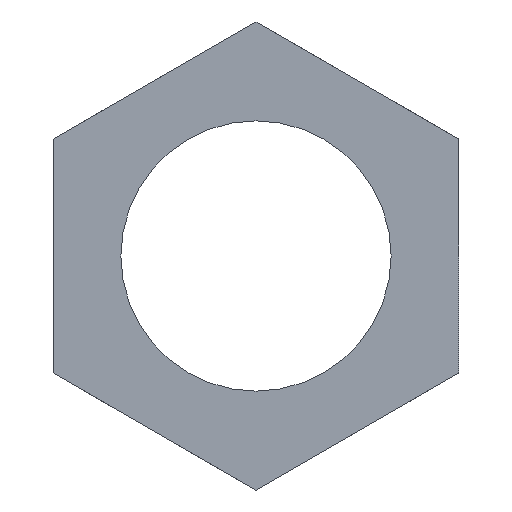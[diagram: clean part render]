
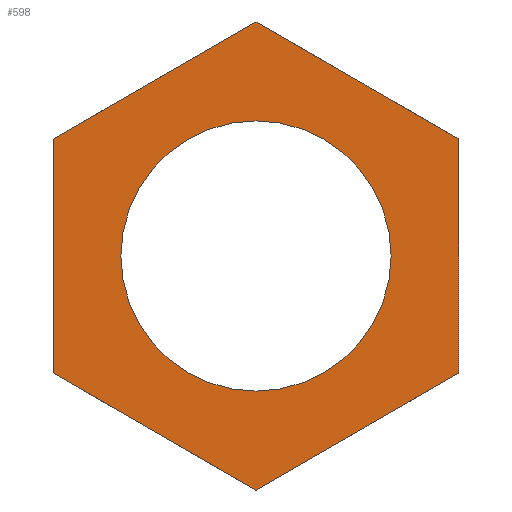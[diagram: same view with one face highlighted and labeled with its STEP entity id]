
A CAD part, front view. The second image highlights one B-rep face of the part: STEP entity #598.
In plain terms, the highlighted planar face has unit normal (0, -1, 0).
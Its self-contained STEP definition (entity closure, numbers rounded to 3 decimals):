
#2 = FACE_BOUND ( 'NONE', #116, .T. ) ;
#10 = LINE ( 'NONE', #379, #85 ) ;
#13 = FACE_OUTER_BOUND ( 'NONE', #121, .T. ) ;
#30 = CIRCLE ( 'NONE', #73, 8. ) ;
#31 = VECTOR ( 'NONE', #515, 1000. ) ;
#36 = VECTOR ( 'NONE', #577, 1000. ) ;
#51 = VECTOR ( 'NONE', #569, 1000. ) ;
#56 = VECTOR ( 'NONE', #511, 1000. ) ;
#67 = VECTOR ( 'NONE', #474, 1000. ) ;
#71 = CIRCLE ( 'NONE', #72, 8. ) ;
#72 = AXIS2_PLACEMENT_3D ( 'NONE', #499, #498, #497 ) ;
#73 = AXIS2_PLACEMENT_3D ( 'NONE', #362, #361, #359 ) ;
#85 = VECTOR ( 'NONE', #378, 1000. ) ;
#102 = AXIS2_PLACEMENT_3D ( 'NONE', #372, #370, #369 ) ;
#111 = VERTEX_POINT ( 'NONE', #326 ) ;
#116 = EDGE_LOOP ( 'NONE', ( #162, #161 ) ) ;
#121 = EDGE_LOOP ( 'NONE', ( #130, #132, #131, #133, #135, #164 ) ) ;
#130 = ORIENTED_EDGE ( 'NONE', *, *, #297, .F. ) ;
#131 = ORIENTED_EDGE ( 'NONE', *, *, #310, .F. ) ;
#132 = ORIENTED_EDGE ( 'NONE', *, *, #595, .F. ) ;
#133 = ORIENTED_EDGE ( 'NONE', *, *, #299, .F. ) ;
#135 = ORIENTED_EDGE ( 'NONE', *, *, #318, .F. ) ;
#142 = VERTEX_POINT ( 'NONE', #329 ) ;
#149 = LINE ( 'NONE', #475, #67 ) ;
#154 = LINE ( 'NONE', #570, #51 ) ;
#156 = VERTEX_POINT ( 'NONE', #332 ) ;
#161 = ORIENTED_EDGE ( 'NONE', *, *, #314, .T. ) ;
#162 = ORIENTED_EDGE ( 'NONE', *, *, #288, .T. ) ;
#163 = VERTEX_POINT ( 'NONE', #333 ) ;
#164 = ORIENTED_EDGE ( 'NONE', *, *, #308, .F. ) ;
#167 = VERTEX_POINT ( 'NONE', #335 ) ;
#200 = VERTEX_POINT ( 'NONE', #341 ) ;
#209 = VERTEX_POINT ( 'NONE', #343 ) ;
#212 = LINE ( 'NONE', #516, #31 ) ;
#213 = LINE ( 'NONE', #578, #36 ) ;
#222 = LINE ( 'NONE', #512, #56 ) ;
#224 = VERTEX_POINT ( 'NONE', #354 ) ;
#288 = EDGE_CURVE ( 'NONE', #224, #111, #30, .T. ) ;
#297 = EDGE_CURVE ( 'NONE', #142, #200, #213, .T. ) ;
#299 = EDGE_CURVE ( 'NONE', #156, #163, #154, .T. ) ;
#308 = EDGE_CURVE ( 'NONE', #200, #167, #212, .T. ) ;
#310 = EDGE_CURVE ( 'NONE', #163, #209, #222, .T. ) ;
#314 = EDGE_CURVE ( 'NONE', #111, #224, #71, .T. ) ;
#318 = EDGE_CURVE ( 'NONE', #167, #156, #149, .T. ) ;
#326 = CARTESIAN_POINT ( 'NONE',  ( 0., 0., 8. ) ) ;
#329 = CARTESIAN_POINT ( 'NONE',  ( -12., 0., 6.928 ) ) ;
#332 = CARTESIAN_POINT ( 'NONE',  ( 12., 0., -6.928 ) ) ;
#333 = CARTESIAN_POINT ( 'NONE',  ( 0., 0., -13.856 ) ) ;
#335 = CARTESIAN_POINT ( 'NONE',  ( 12., 0., 6.928 ) ) ;
#341 = CARTESIAN_POINT ( 'NONE',  ( 0., 0., 13.856 ) ) ;
#343 = CARTESIAN_POINT ( 'NONE',  ( -12., 0., -6.928 ) ) ;
#354 = CARTESIAN_POINT ( 'NONE',  ( 0., 0., -8. ) ) ;
#359 = DIRECTION ( 'NONE',  ( 0., 0., 1. ) ) ;
#361 = DIRECTION ( 'NONE',  ( 0., 1., 0. ) ) ;
#362 = CARTESIAN_POINT ( 'NONE',  ( 0., 0., 0. ) ) ;
#369 = DIRECTION ( 'NONE',  ( 0., 0., -1. ) ) ;
#370 = DIRECTION ( 'NONE',  ( 0., -1., 0. ) ) ;
#372 = CARTESIAN_POINT ( 'NONE',  ( -24., 0., 0. ) ) ;
#373 = PLANE ( 'NONE',  #102 ) ;
#378 = DIRECTION ( 'NONE',  ( 0., 0., 1. ) ) ;
#379 = CARTESIAN_POINT ( 'NONE',  ( -12., 0., -6.928 ) ) ;
#474 = DIRECTION ( 'NONE',  ( 0., 0., -1. ) ) ;
#475 = CARTESIAN_POINT ( 'NONE',  ( 12., 0., 6.928 ) ) ;
#497 = DIRECTION ( 'NONE',  ( 0., 0., 1. ) ) ;
#498 = DIRECTION ( 'NONE',  ( 0., 1., 0. ) ) ;
#499 = CARTESIAN_POINT ( 'NONE',  ( 0., 0., 0. ) ) ;
#511 = DIRECTION ( 'NONE',  ( -0.866, 0., 0.5 ) ) ;
#512 = CARTESIAN_POINT ( 'NONE',  ( 0., 0., -13.856 ) ) ;
#515 = DIRECTION ( 'NONE',  ( 0.866, 0., -0.5 ) ) ;
#516 = CARTESIAN_POINT ( 'NONE',  ( 0., 0., 13.856 ) ) ;
#569 = DIRECTION ( 'NONE',  ( -0.866, 0., -0.5 ) ) ;
#570 = CARTESIAN_POINT ( 'NONE',  ( 12., 0., -6.928 ) ) ;
#577 = DIRECTION ( 'NONE',  ( 0.866, 0., 0.5 ) ) ;
#578 = CARTESIAN_POINT ( 'NONE',  ( -12., 0., 6.928 ) ) ;
#595 = EDGE_CURVE ( 'NONE', #209, #142, #10, .T. ) ;
#598 = ADVANCED_FACE ( 'NONE', ( #13, #2 ), #373, .T. ) ;
